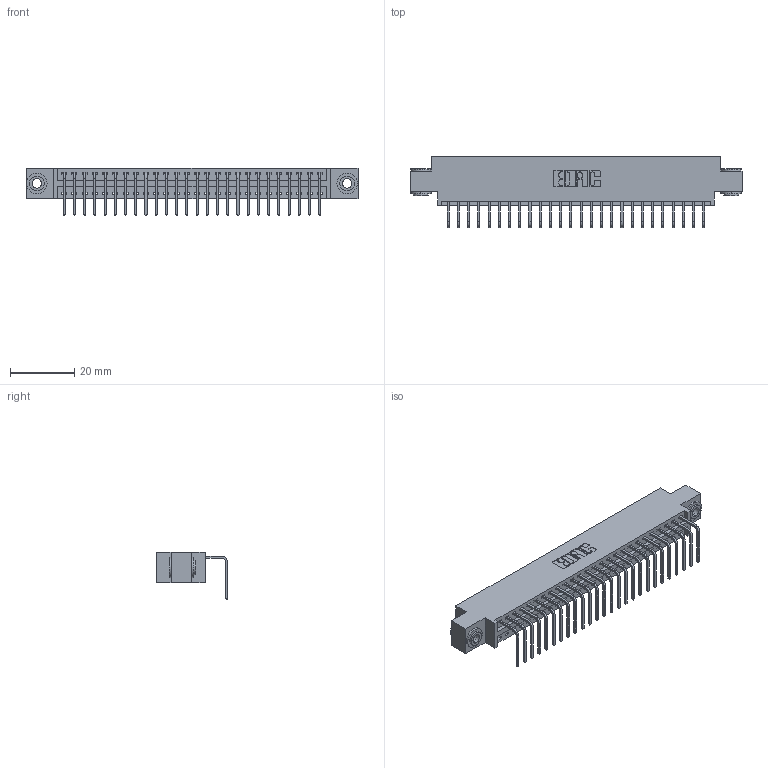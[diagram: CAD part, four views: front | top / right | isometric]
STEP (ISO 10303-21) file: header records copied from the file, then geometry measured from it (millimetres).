
FILE_DESCRIPTION (( 'STEP AP203' ), '1' );
FILE_NAME ('346-026-558-603.STEP', '2018-08-21T23:15:18', ( '' ), ( '' ), 'SwSTEP 2.0', 'SolidWorks 2016', '' );
FILE_SCHEMA (( 'CONFIG_CONTROL_DESIGN' ));
Length unit declared in the file: inch
Products named in the file (4): 346 Part_0.170 Offset - 0.156 Dia-TH; 345-292-001_558 Tail - 2; 345-250-002_345-250-002-102; 346-026-558-603
Assembly tree (29 placements, depth 2):
  346-026-558-603
    346 Part_0.170 Offset - 0.156 Dia-TH
    345-292-001_558 Tail - 2  x26
    345-250-002_345-250-002-102  x2
Bounding box: 103.12 x 22.16 x 14.73 mm (x, y, z)
Volume: 9712.4 mm3; surface area: 12862.9 mm2
Topology: 29 solids, 29 shells, 1724 faces, 5149 edges, 3394 vertices
Faces by surface type: plane 1182, cylinder 534, cone 8
Entity records: 19156 total; most frequent: CARTESIAN_POINT 3269, ORIENTED_EDGE 3222, DIRECTION 2933, EDGE_CURVE 1611, VECTOR 1351, LINE 1351, VERTEX_POINT 1070, AXIS2_PLACEMENT_3D 791
